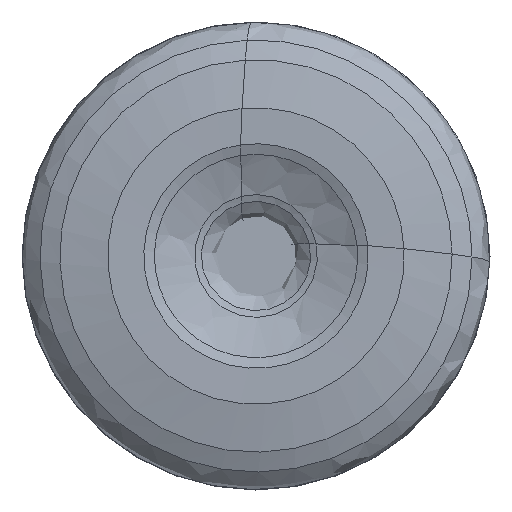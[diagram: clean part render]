
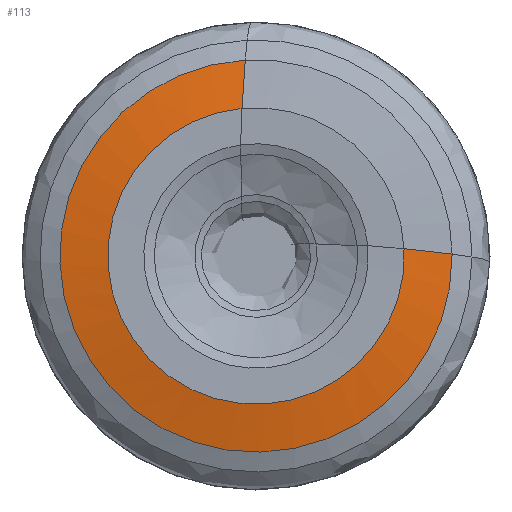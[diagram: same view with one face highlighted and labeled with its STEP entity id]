
A CAD part, left-side view. The second image highlights one B-rep face of the part: STEP entity #113.
In plain terms, the highlighted free-form (B-spline) face has degree [1, 3] with [2, 7] control points.
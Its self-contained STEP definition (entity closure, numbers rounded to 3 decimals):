
#113=ADVANCED_FACE('',(#216),#171,.F.);
#171=(
BOUNDED_SURFACE()
B_SPLINE_SURFACE(1,3,((#1434,#1435,#1436,#1437,#1438,#1439,#1440),(#1441,
#1442,#1443,#1444,#1445,#1446,#1447)),.UNSPECIFIED.,.F.,.F.,.F.)
B_SPLINE_SURFACE_WITH_KNOTS((2,2),(4,3,4),(0.,1.),(0.,0.5,1.),
 .UNSPECIFIED.)
GEOMETRIC_REPRESENTATION_ITEM()
RATIONAL_B_SPLINE_SURFACE(((1.,0.595,0.595,1.,0.595,
0.595,1.),(1.,0.595,0.595,1.,0.595,
0.595,1.)))
REPRESENTATION_ITEM('')
SURFACE()
);
#216=FACE_OUTER_BOUND('',#260,.T.);
#260=EDGE_LOOP('',(#449,#450,#451,#452));
#341=CIRCLE('',#825,10.136);
#342=CIRCLE('',#826,13.413);
#449=ORIENTED_EDGE('',*,*,#688,.F.);
#450=ORIENTED_EDGE('',*,*,#689,.F.);
#451=ORIENTED_EDGE('',*,*,#685,.T.);
#452=ORIENTED_EDGE('',*,*,#690,.F.);
#613=VERTEX_POINT('',#1411);
#614=VERTEX_POINT('',#1412);
#615=VERTEX_POINT('',#1430);
#616=VERTEX_POINT('',#1431);
#685=EDGE_CURVE('',#613,#614,#341,.T.);
#688=EDGE_CURVE('',#615,#616,#342,.T.);
#689=EDGE_CURVE('',#613,#615,#761,.T.);
#690=EDGE_CURVE('',#616,#614,#762,.T.);
#761=LINE('',#1432,#791);
#762=LINE('',#1433,#792);
#791=VECTOR('',#958,1.);
#792=VECTOR('',#959,1.);
#825=AXIS2_PLACEMENT_3D('',#1410,#952,#953);
#826=AXIS2_PLACEMENT_3D('',#1429,#956,#957);
#952=DIRECTION('',(1.,0.,0.));
#953=DIRECTION('',(0.,-0.999,0.049));
#956=DIRECTION('',(1.,0.,0.));
#957=DIRECTION('',(0.,-1.,0.01));
#958=DIRECTION('',(0.172,-0.979,-0.11));
#959=DIRECTION('',(-0.172,0.065,-0.983));
#1410=CARTESIAN_POINT('',(0.,0.,0.));
#1411=CARTESIAN_POINT('',(0.,-10.124,0.497));
#1412=CARTESIAN_POINT('',(0.,0.957,10.091));
#1429=CARTESIAN_POINT('',(0.577,0.,0.));
#1430=CARTESIAN_POINT('',(0.577,-13.412,0.128));
#1431=CARTESIAN_POINT('',(0.577,0.737,13.393));
#1432=CARTESIAN_POINT('',(0.,-10.124,0.497));
#1433=CARTESIAN_POINT('',(0.,0.957,10.091));
#1434=CARTESIAN_POINT('',(0.,-10.124,0.497));
#1435=CARTESIAN_POINT('',(0.,-10.635,-9.926));
#1436=CARTESIAN_POINT('',(0.,-1.254,-14.493));
#1437=CARTESIAN_POINT('',(0.,6.635,-7.663));
#1438=CARTESIAN_POINT('',(0.,14.524,-0.833));
#1439=CARTESIAN_POINT('',(0.,11.345,9.106));
#1440=CARTESIAN_POINT('',(0.,0.957,10.091));
#1441=CARTESIAN_POINT('',(0.577,-13.412,0.128));
#1442=CARTESIAN_POINT('',(0.577,-13.544,-13.68));
#1443=CARTESIAN_POINT('',(0.577,-0.9,-19.229));
#1444=CARTESIAN_POINT('',(0.577,9.174,-9.785));
#1445=CARTESIAN_POINT('',(0.577,19.247,-0.342));
#1446=CARTESIAN_POINT('',(0.577,14.525,12.634));
#1447=CARTESIAN_POINT('',(0.577,0.737,13.393));
